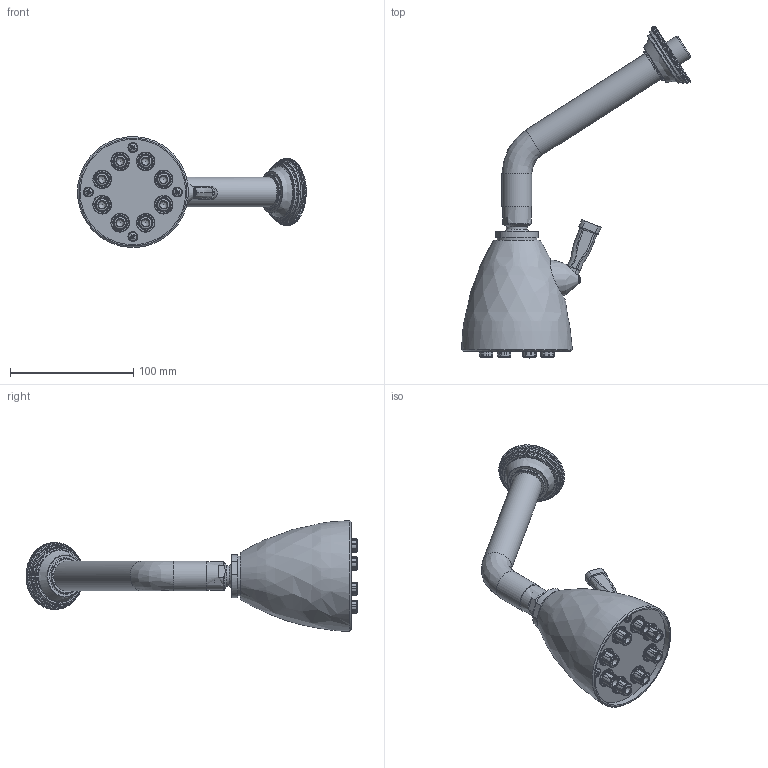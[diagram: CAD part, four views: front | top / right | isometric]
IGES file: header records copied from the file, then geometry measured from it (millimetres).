
Global section: file name: V679-8; native system: Autodesk Inventor 2020; preprocessor: unknown; author: M.GIBBS; date: 20190904.113834; units: millimetre
Bounding box: 185.8 x 269.21 x 89.89 mm (x, y, z)
Volume: 441266.1 mm3; surface area: 94654.9 mm2
Topology: 30 solids, 30 shells, 1414 faces, 3520 edges, 2206 vertices
Faces by surface type: bspline 1414
